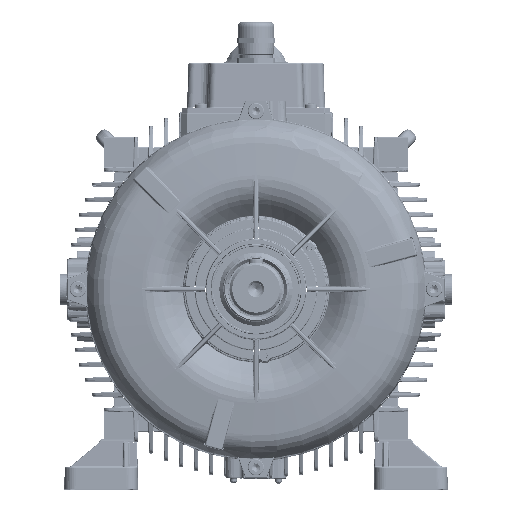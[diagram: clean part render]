
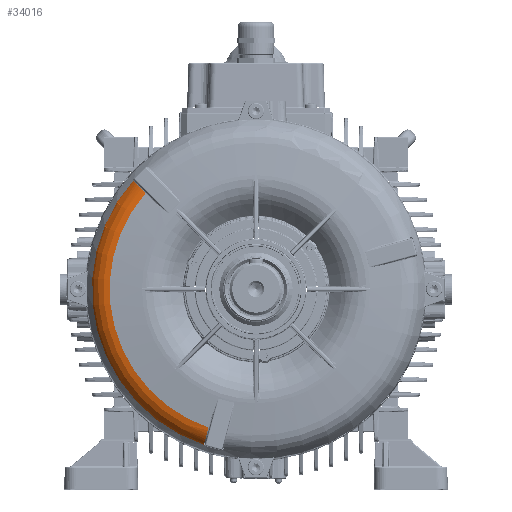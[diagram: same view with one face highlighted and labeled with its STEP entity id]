
A CAD part, top view. The second image highlights one B-rep face of the part: STEP entity #34016.
In plain terms, the highlighted toroidal (fillet/blend) face has major radius 115.18 mm and minor radius 18.5 mm.
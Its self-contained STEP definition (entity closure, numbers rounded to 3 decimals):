
#9632=B_SPLINE_CURVE_WITH_KNOTS('',3,(#213089,#213090,#213091,#213092),
 .UNSPECIFIED.,.F.,.F.,(4,4),(0.,1.),.UNSPECIFIED.);
#9633=B_SPLINE_CURVE_WITH_KNOTS('',3,(#213094,#213095,#213096,#213097),
 .UNSPECIFIED.,.F.,.F.,(4,4),(0.,1.),.UNSPECIFIED.);
#9634=B_SPLINE_CURVE_WITH_KNOTS('',3,(#213101,#213102,#213103,#213104),
 .UNSPECIFIED.,.F.,.F.,(4,4),(0.,1.),.UNSPECIFIED.);
#9635=B_SPLINE_CURVE_WITH_KNOTS('',3,(#213106,#213107,#213108,#213109),
 .UNSPECIFIED.,.F.,.F.,(4,4),(0.,1.),.UNSPECIFIED.);
#34016=ADVANCED_FACE('',(#42718),#42145,.T.);
#42145=TOROIDAL_SURFACE('',#147989,115.179,18.5);
#42718=FACE_OUTER_BOUND('',#50794,.T.);
#50794=EDGE_LOOP('',(#60153,#60154,#60155,#60156,#60157,#60158));
#60153=ORIENTED_EDGE('',*,*,#115270,.T.);
#60154=ORIENTED_EDGE('',*,*,#115271,.T.);
#60155=ORIENTED_EDGE('',*,*,#115272,.T.);
#60156=ORIENTED_EDGE('',*,*,#115273,.T.);
#60157=ORIENTED_EDGE('',*,*,#115274,.T.);
#60158=ORIENTED_EDGE('',*,*,#115045,.F.);
#99499=VERTEX_POINT('',#211470);
#99500=VERTEX_POINT('',#211472);
#99712=VERTEX_POINT('',#213093);
#99713=VERTEX_POINT('',#213098);
#99714=VERTEX_POINT('',#213100);
#99715=VERTEX_POINT('',#213105);
#115045=EDGE_CURVE('',#99499,#99500,#139536,.T.);
#115270=EDGE_CURVE('',#99499,#99712,#9632,.T.);
#115271=EDGE_CURVE('',#99712,#99713,#9633,.T.);
#115272=EDGE_CURVE('',#99713,#99714,#139574,.T.);
#115273=EDGE_CURVE('',#99714,#99715,#9634,.T.);
#115274=EDGE_CURVE('',#99715,#99500,#9635,.T.);
#139536=CIRCLE('',#147917,131.201);
#139574=CIRCLE('',#147988,117.113);
#147917=AXIS2_PLACEMENT_3D('',#211471,#165789,#165790);
#147988=AXIS2_PLACEMENT_3D('',#213099,#165972,#165973);
#147989=AXIS2_PLACEMENT_3D('',#213110,#165974,#165975);
#165789=DIRECTION('',(0.,0.,-1.));
#165790=DIRECTION('',(0.,1.,0.));
#165972=DIRECTION('',(0.,0.,-1.));
#165973=DIRECTION('',(0.,1.,0.));
#165974=DIRECTION('',(0.,0.,-1.));
#165975=DIRECTION('',(0.,1.,0.));
#211470=CARTESIAN_POINT('',(-41.35,-124.514,-21.75));
#211471=CARTESIAN_POINT('',(0.,0.,-21.75));
#211472=CARTESIAN_POINT('',(-98.068,87.157,-21.75));
#213089=CARTESIAN_POINT('',(-41.35,-124.514,-21.75));
#213090=CARTESIAN_POINT('',(-41.528,-124.1,-21.166));
#213091=CARTESIAN_POINT('',(-41.55,-123.68,-20.564));
#213092=CARTESIAN_POINT('',(-41.427,-123.259,-19.973));
#213093=CARTESIAN_POINT('',(-41.427,-123.259,-19.973));
#213094=CARTESIAN_POINT('',(-41.427,-123.259,-19.973));
#213095=CARTESIAN_POINT('',(-40.57,-120.316,-15.848));
#213096=CARTESIAN_POINT('',(-39.302,-115.72,-13.137));
#213097=CARTESIAN_POINT('',(-37.988,-110.781,-12.601));
#213098=CARTESIAN_POINT('',(-37.988,-110.781,-12.601));
#213099=CARTESIAN_POINT('',(0.,0.,
-12.601));
#213100=CARTESIAN_POINT('',(-88.289,76.945,-12.601));
#213101=CARTESIAN_POINT('',(-88.289,76.945,-12.601));
#213102=CARTESIAN_POINT('',(-91.896,80.565,-13.137));
#213103=CARTESIAN_POINT('',(-95.293,83.912,-15.848));
#213104=CARTESIAN_POINT('',(-97.506,86.032,-19.973));
#213105=CARTESIAN_POINT('',(-97.506,86.032,-19.973));
#213106=CARTESIAN_POINT('',(-97.506,86.032,-19.973));
#213107=CARTESIAN_POINT('',(-97.824,86.336,-20.565));
#213108=CARTESIAN_POINT('',(-98.014,86.71,-21.166));
#213109=CARTESIAN_POINT('',(-98.068,87.157,-21.75));
#213110=CARTESIAN_POINT('',(0.,0.,
-31.));
